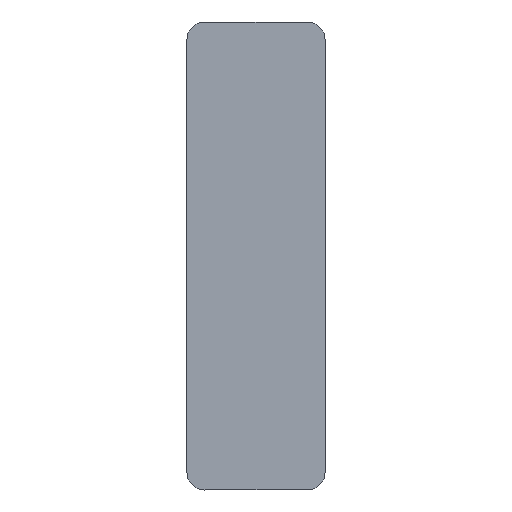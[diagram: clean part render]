
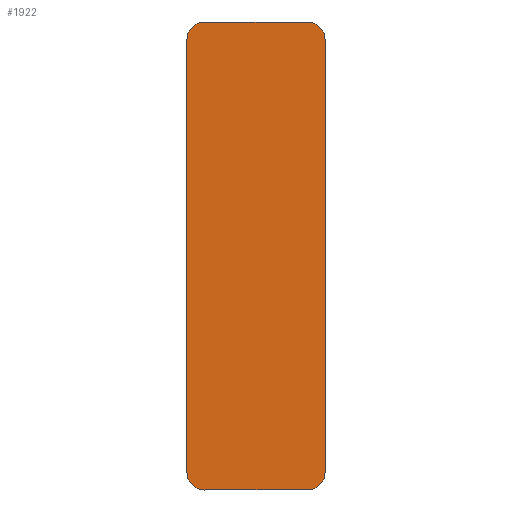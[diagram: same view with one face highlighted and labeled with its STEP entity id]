
A CAD part, front view. The second image highlights one B-rep face of the part: STEP entity #1922.
In plain terms, the highlighted planar face has unit normal (0, -1, 0).
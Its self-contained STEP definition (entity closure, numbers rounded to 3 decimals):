
#67=CIRCLE('',#2064,2.);
#68=CIRCLE('',#2067,2.);
#69=CIRCLE('',#2069,2.);
#70=CIRCLE('',#2072,2.);
#176=FACE_OUTER_BOUND('',#294,.T.);
#294=EDGE_LOOP('',(#1715,#1716,#1717,#1718,#1719,#1720,#1721,#1722));
#322=LINE('',#2644,#554);
#519=LINE('',#3104,#751);
#522=LINE('',#3112,#754);
#525=LINE('',#3122,#757);
#554=VECTOR('',#2120,10.);
#751=VECTOR('',#2553,10.);
#754=VECTOR('',#2562,10.);
#757=VECTOR('',#2575,10.);
#780=VERTEX_POINT('',#2641);
#781=VERTEX_POINT('',#2643);
#925=VERTEX_POINT('',#3101);
#926=VERTEX_POINT('',#3103);
#927=VERTEX_POINT('',#3107);
#928=VERTEX_POINT('',#3111);
#929=VERTEX_POINT('',#3117);
#930=VERTEX_POINT('',#3121);
#958=EDGE_CURVE('',#781,#780,#322,.T.);
#1183=EDGE_CURVE('',#926,#925,#519,.T.);
#1185=EDGE_CURVE('',#927,#926,#67,.T.);
#1187=EDGE_CURVE('',#928,#927,#522,.T.);
#1189=EDGE_CURVE('',#780,#928,#68,.T.);
#1190=EDGE_CURVE('',#929,#781,#69,.T.);
#1192=EDGE_CURVE('',#930,#929,#525,.T.);
#1194=EDGE_CURVE('',#925,#930,#70,.T.);
#1715=ORIENTED_EDGE('',*,*,#1194,.T.);
#1716=ORIENTED_EDGE('',*,*,#1192,.T.);
#1717=ORIENTED_EDGE('',*,*,#1190,.T.);
#1718=ORIENTED_EDGE('',*,*,#958,.T.);
#1719=ORIENTED_EDGE('',*,*,#1189,.T.);
#1720=ORIENTED_EDGE('',*,*,#1187,.T.);
#1721=ORIENTED_EDGE('',*,*,#1185,.T.);
#1722=ORIENTED_EDGE('',*,*,#1183,.T.);
#1816=PLANE('',#2074);
#1922=ADVANCED_FACE('',(#176),#1816,.F.);
#2064=AXIS2_PLACEMENT_3D('',#3108,#2557,#2558);
#2067=AXIS2_PLACEMENT_3D('',#3115,#2566,#2567);
#2069=AXIS2_PLACEMENT_3D('',#3118,#2570,#2571);
#2072=AXIS2_PLACEMENT_3D('',#3125,#2579,#2580);
#2074=AXIS2_PLACEMENT_3D('',#3127,#2583,#2584);
#2120=DIRECTION('',(0.,0.,1.));
#2553=DIRECTION('',(0.,0.,-1.));
#2557=DIRECTION('center_axis',(0.,-1.,0.));
#2558=DIRECTION('ref_axis',(-1.,0.,0.));
#2562=DIRECTION('',(-1.,0.,0.));
#2566=DIRECTION('center_axis',(0.,-1.,0.));
#2567=DIRECTION('ref_axis',(0.,0.,1.));
#2570=DIRECTION('center_axis',(0.,-1.,0.));
#2571=DIRECTION('ref_axis',(1.,0.,0.));
#2575=DIRECTION('',(1.,0.,0.));
#2579=DIRECTION('center_axis',(0.,-1.,0.));
#2580=DIRECTION('ref_axis',(0.,0.,-1.));
#2583=DIRECTION('center_axis',(0.,1.,0.));
#2584=DIRECTION('ref_axis',(1.,0.,0.));
#2641=CARTESIAN_POINT('',(7.75,-1.,24.25));
#2643=CARTESIAN_POINT('',(7.75,-1.,-24.25));
#2644=CARTESIAN_POINT('',(7.75,-1.,24.25));
#3101=CARTESIAN_POINT('',(-7.75,-1.,-24.25));
#3103=CARTESIAN_POINT('',(-7.75,-1.,24.25));
#3104=CARTESIAN_POINT('',(-7.75,-1.,-24.25));
#3107=CARTESIAN_POINT('',(-5.75,-1.,26.25));
#3108=CARTESIAN_POINT('Origin',(-5.75,-1.,24.25));
#3111=CARTESIAN_POINT('',(5.75,-1.,26.25));
#3112=CARTESIAN_POINT('',(-5.75,-1.,26.25));
#3115=CARTESIAN_POINT('Origin',(5.75,-1.,24.25));
#3117=CARTESIAN_POINT('',(5.75,-1.,-26.25));
#3118=CARTESIAN_POINT('Origin',(5.75,-1.,-24.25));
#3121=CARTESIAN_POINT('',(-5.75,-1.,-26.25));
#3122=CARTESIAN_POINT('',(5.75,-1.,-26.25));
#3125=CARTESIAN_POINT('Origin',(-5.75,-1.,-24.25));
#3127=CARTESIAN_POINT('Origin',(0.,-1.,0.));
